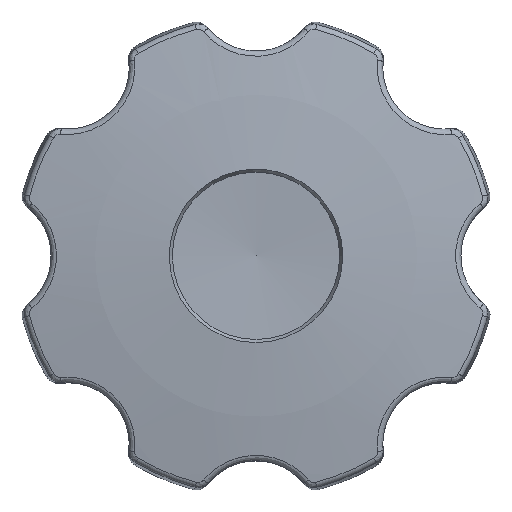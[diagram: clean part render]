
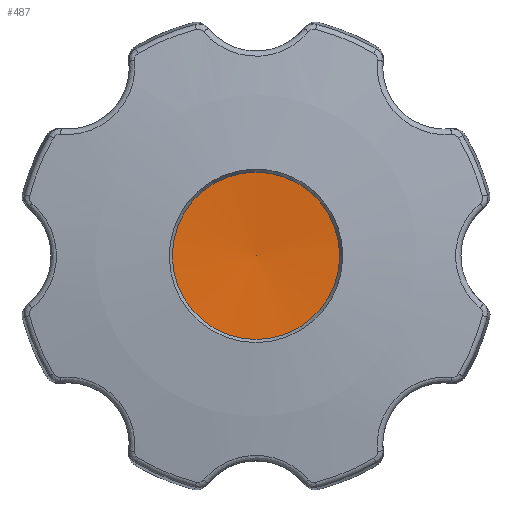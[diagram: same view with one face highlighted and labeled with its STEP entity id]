
A CAD part, top view. The second image highlights one B-rep face of the part: STEP entity #487.
In plain terms, the highlighted spherical face has radius 84.351 mm.
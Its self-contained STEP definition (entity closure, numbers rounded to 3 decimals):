
#487 = ADVANCED_FACE( '', ( #1089 ), #1090, .F. );
#1089 = FACE_OUTER_BOUND( '', #3599, .T. );
#1090 = SPHERICAL_SURFACE( '', #3600, 84.351 );
#3599 = EDGE_LOOP( '', ( #7301 ) );
#3600 = AXIS2_PLACEMENT_3D( '', #7302, #7303, #7304 );
#7301 = ORIENTED_EDGE( '', *, *, #8384, .T. );
#7302 = CARTESIAN_POINT( '', ( 0., 0., 111.851 ) );
#7303 = DIRECTION( '', ( 0., 0., 1. ) );
#7304 = DIRECTION( '', ( 1., 0., 0. ) );
#8384 = EDGE_CURVE( '', #9284, #9284, #9285, .T. );
#9284 = VERTEX_POINT( '', #10804 );
#9285 = CIRCLE( '', #10805, 9.5 );
#10804 = CARTESIAN_POINT( '', ( 9.5, 0., 28.037 ) );
#10805 = AXIS2_PLACEMENT_3D( '', #13925, #13926, #13927 );
#13925 = CARTESIAN_POINT( '', ( 0., 0., 28.037 ) );
#13926 = DIRECTION( '', ( 0., 0., 1. ) );
#13927 = DIRECTION( '', ( 1., 0., 0. ) );
